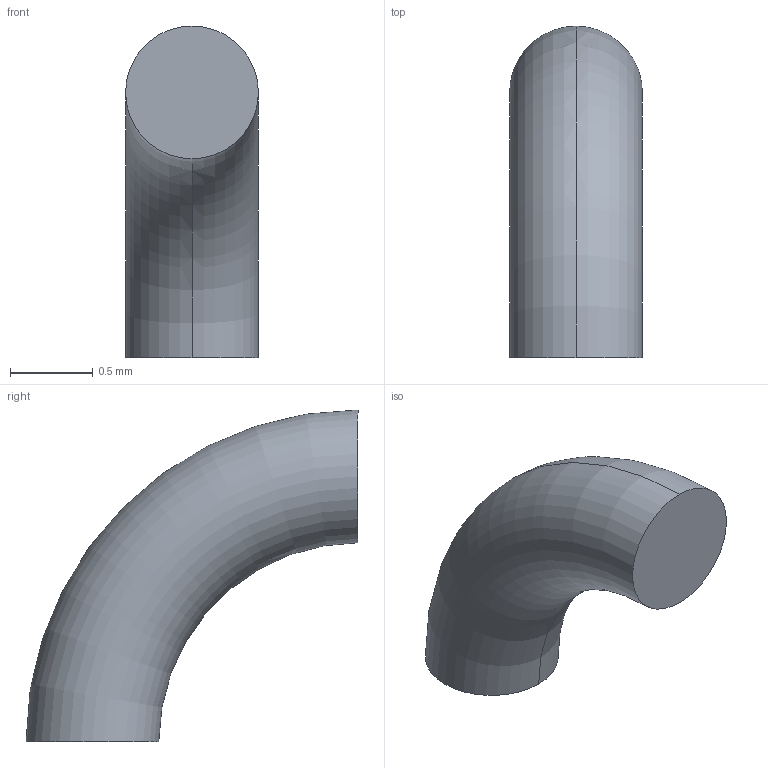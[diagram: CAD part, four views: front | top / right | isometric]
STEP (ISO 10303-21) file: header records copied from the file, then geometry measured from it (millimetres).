
FILE_DESCRIPTION (( 'STEP AP214' ), '1' );
FILE_NAME ('Pin_0.8_arc_2mm.STEP', '2020-09-30T15:21:35', ( '' ), ( '' ), 'SwSTEP 2.0', 'SolidWorks 2017', '' );
FILE_SCHEMA (( 'AUTOMOTIVE_DESIGN' ));
Length unit declared in the file: millimetre
Products named in the file (1): Pin_0.8_arc_2mm
Bounding box: 0.8 x 2 x 2 mm (x, y, z)
Volume: 1.3 mm3; surface area: 7.3 mm2
Topology: 1 solids, 1 shells, 4 faces, 6 edges, 4 vertices
Faces by surface type: torus 2, plane 2
Entity records: 152 total; most frequent: DIRECTION 22, CARTESIAN_POINT 15, ORIENTED_EDGE 12, AXIS2_PLACEMENT_3D 11, EDGE_CURVE 6, CIRCLE 6, UNCERTAINTY_MEASURE_WITH_UNIT 5, VERTEX_POINT 4
